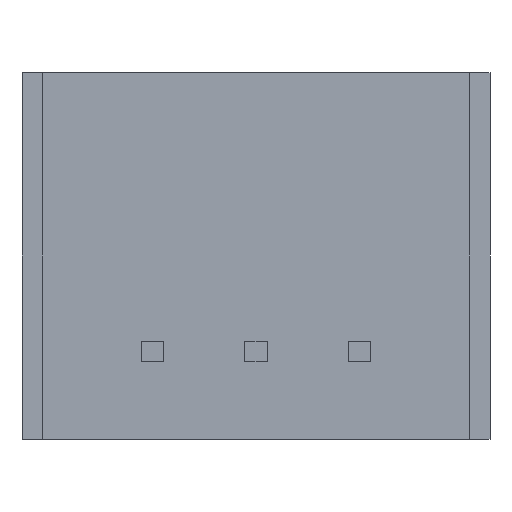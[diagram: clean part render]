
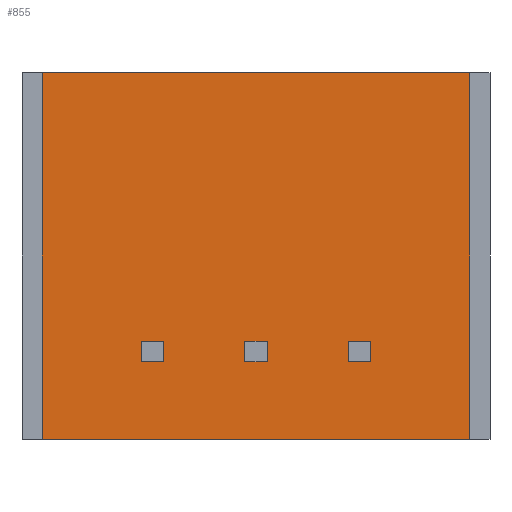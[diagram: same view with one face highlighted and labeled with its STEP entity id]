
A CAD part, front view. The second image highlights one B-rep face of the part: STEP entity #855.
In plain terms, the highlighted planar face has unit normal (0, -1, 0).
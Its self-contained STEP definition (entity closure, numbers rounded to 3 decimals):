
#8 = CARTESIAN_POINT ( 'NONE',  ( 2.815, 0., -0.25 ) ) ;
#10 = ORIENTED_EDGE ( 'NONE', *, *, #531, .T. ) ;
#14 = VERTEX_POINT ( 'NONE', #767 ) ;
#17 = CARTESIAN_POINT ( 'NONE',  ( 5.25, 0., -2.15 ) ) ;
#21 = VECTOR ( 'NONE', #314, 1000. ) ;
#34 = VECTOR ( 'NONE', #1057, 1000. ) ;
#45 = EDGE_CURVE ( 'NONE', #385, #1208, #157, .T. ) ;
#59 = ORIENTED_EDGE ( 'NONE', *, *, #696, .T. ) ;
#62 = CARTESIAN_POINT ( 'NONE',  ( -0.275, 0., -0.25 ) ) ;
#64 = DIRECTION ( 'NONE',  ( 0., 0., -1. ) ) ;
#67 = DIRECTION ( 'NONE',  ( 0., 0., -1. ) ) ;
#70 = ORIENTED_EDGE ( 'NONE', *, *, #683, .F. ) ;
#90 = EDGE_CURVE ( 'NONE', #645, #679, #574, .T. ) ;
#93 = DIRECTION ( 'NONE',  ( -1., 0., 0. ) ) ;
#106 = ORIENTED_EDGE ( 'NONE', *, *, #196, .T. ) ;
#108 = ORIENTED_EDGE ( 'NONE', *, *, #1025, .F. ) ;
#120 = LINE ( 'NONE', #442, #496 ) ;
#136 = VERTEX_POINT ( 'NONE', #302 ) ;
#137 = ORIENTED_EDGE ( 'NONE', *, *, #1134, .T. ) ;
#157 = LINE ( 'NONE', #158, #1190 ) ;
#158 = CARTESIAN_POINT ( 'NONE',  ( -5.25, 0., -2.15 ) ) ;
#185 = ORIENTED_EDGE ( 'NONE', *, *, #45, .F. ) ;
#196 = EDGE_CURVE ( 'NONE', #385, #136, #616, .T. ) ;
#200 = DIRECTION ( 'NONE',  ( 1., 0., 0. ) ) ;
#201 = VERTEX_POINT ( 'NONE', #1133 ) ;
#206 = FACE_BOUND ( 'NONE', #485, .T. ) ;
#207 = CARTESIAN_POINT ( 'NONE',  ( 2.815, 0., 0.25 ) ) ;
#235 = LINE ( 'NONE', #1201, #1008 ) ;
#246 = CARTESIAN_POINT ( 'NONE',  ( 2.815, 0., 0.25 ) ) ;
#249 = DIRECTION ( 'NONE',  ( -1., 0., 0. ) ) ;
#267 = LINE ( 'NONE', #938, #903 ) ;
#292 = VERTEX_POINT ( 'NONE', #710 ) ;
#302 = CARTESIAN_POINT ( 'NONE',  ( 5.25, 0., -2.15 ) ) ;
#314 = DIRECTION ( 'NONE',  ( -1., 0., 0. ) ) ;
#316 = EDGE_CURVE ( 'NONE', #645, #201, #832, .T. ) ;
#346 = LINE ( 'NONE', #246, #837 ) ;
#350 = DIRECTION ( 'NONE',  ( 0., 0., -1. ) ) ;
#357 = CARTESIAN_POINT ( 'NONE',  ( -2.815, 0., -0.25 ) ) ;
#358 = LINE ( 'NONE', #528, #814 ) ;
#385 = VERTEX_POINT ( 'NONE', #467 ) ;
#392 = DIRECTION ( 'NONE',  ( 0., 0., -1. ) ) ;
#419 = EDGE_CURVE ( 'NONE', #1137, #1162, #235, .T. ) ;
#430 = ORIENTED_EDGE ( 'NONE', *, *, #953, .T. ) ;
#442 = CARTESIAN_POINT ( 'NONE',  ( -0.275, 0., 0.25 ) ) ;
#452 = VECTOR ( 'NONE', #702, 1000. ) ;
#453 = ORIENTED_EDGE ( 'NONE', *, *, #905, .F. ) ;
#455 = CARTESIAN_POINT ( 'NONE',  ( 0.275, 0., 0.25 ) ) ;
#467 = CARTESIAN_POINT ( 'NONE',  ( -5.25, 0., -2.15 ) ) ;
#472 = FACE_OUTER_BOUND ( 'NONE', #1081, .T. ) ;
#485 = EDGE_LOOP ( 'NONE', ( #1170, #739, #137, #70 ) ) ;
#496 = VECTOR ( 'NONE', #604, 1000. ) ;
#511 = EDGE_LOOP ( 'NONE', ( #108, #430, #10, #1174 ) ) ;
#513 = CARTESIAN_POINT ( 'NONE',  ( 0.275, 0., -0.25 ) ) ;
#528 = CARTESIAN_POINT ( 'NONE',  ( 0.275, 0., 0.25 ) ) ;
#531 = EDGE_CURVE ( 'NONE', #770, #1153, #589, .T. ) ;
#532 = LINE ( 'NONE', #17, #792 ) ;
#542 = DIRECTION ( 'NONE',  ( 0., 0., 1. ) ) ;
#545 = DIRECTION ( 'NONE',  ( 0., 0., -1. ) ) ;
#552 = CARTESIAN_POINT ( 'NONE',  ( -2.265, 0., 0.25 ) ) ;
#561 = EDGE_CURVE ( 'NONE', #136, #292, #532, .T. ) ;
#568 = CARTESIAN_POINT ( 'NONE',  ( 2.815, 0., -0.25 ) ) ;
#574 = LINE ( 'NONE', #552, #1121 ) ;
#585 = AXIS2_PLACEMENT_3D ( 'NONE', #962, #1150, #602 ) ;
#589 = LINE ( 'NONE', #8, #21 ) ;
#602 = DIRECTION ( 'NONE',  ( 0., 0., -1. ) ) ;
#604 = DIRECTION ( 'NONE',  ( 0., 0., -1. ) ) ;
#610 = VERTEX_POINT ( 'NONE', #207 ) ;
#616 = LINE ( 'NONE', #745, #774 ) ;
#624 = EDGE_CURVE ( 'NONE', #648, #972, #1138, .T. ) ;
#645 = VERTEX_POINT ( 'NONE', #709 ) ;
#648 = VERTEX_POINT ( 'NONE', #513 ) ;
#650 = DIRECTION ( 'NONE',  ( -1., 0., 0. ) ) ;
#673 = ORIENTED_EDGE ( 'NONE', *, *, #825, .F. ) ;
#675 = VECTOR ( 'NONE', #249, 1000. ) ;
#679 = VERTEX_POINT ( 'NONE', #784 ) ;
#683 = EDGE_CURVE ( 'NONE', #201, #906, #1136, .T. ) ;
#696 = EDGE_CURVE ( 'NONE', #1137, #648, #358, .T. ) ;
#702 = DIRECTION ( 'NONE',  ( -1., 0., 0. ) ) ;
#703 = EDGE_LOOP ( 'NONE', ( #1210, #59, #785, #453 ) ) ;
#709 = CARTESIAN_POINT ( 'NONE',  ( -2.265, 0., 0.25 ) ) ;
#710 = CARTESIAN_POINT ( 'NONE',  ( 5.25, 0., 6.85 ) ) ;
#718 = FACE_BOUND ( 'NONE', #511, .T. ) ;
#732 = VECTOR ( 'NONE', #350, 1000. ) ;
#739 = ORIENTED_EDGE ( 'NONE', *, *, #90, .T. ) ;
#745 = CARTESIAN_POINT ( 'NONE',  ( -5.25, 0., -2.15 ) ) ;
#746 = CARTESIAN_POINT ( 'NONE',  ( -5.25, 0., 6.85 ) ) ;
#749 = CARTESIAN_POINT ( 'NONE',  ( -0.275, 0., 0.25 ) ) ;
#759 = DIRECTION ( 'NONE',  ( 1., 0., 0. ) ) ;
#765 = EDGE_CURVE ( 'NONE', #14, #1153, #1160, .T. ) ;
#766 = DIRECTION ( 'NONE',  ( 0., 0., 1. ) ) ;
#767 = CARTESIAN_POINT ( 'NONE',  ( 2.265, 0., 0.25 ) ) ;
#770 = VERTEX_POINT ( 'NONE', #568 ) ;
#774 = VECTOR ( 'NONE', #759, 1000. ) ;
#783 = LINE ( 'NONE', #357, #998 ) ;
#784 = CARTESIAN_POINT ( 'NONE',  ( -2.265, 0., -0.25 ) ) ;
#785 = ORIENTED_EDGE ( 'NONE', *, *, #624, .T. ) ;
#792 = VECTOR ( 'NONE', #766, 1000. ) ;
#795 = CARTESIAN_POINT ( 'NONE',  ( 2.815, 0., 0.25 ) ) ;
#814 = VECTOR ( 'NONE', #64, 1000. ) ;
#825 = EDGE_CURVE ( 'NONE', #1208, #292, #267, .T. ) ;
#832 = LINE ( 'NONE', #1167, #675 ) ;
#837 = VECTOR ( 'NONE', #545, 1000. ) ;
#855 = ADVANCED_FACE ( 'NONE', ( #718, #206, #917, #472 ), #1051, .T. ) ;
#880 = CARTESIAN_POINT ( 'NONE',  ( -0.275, 0., -0.25 ) ) ;
#899 = CARTESIAN_POINT ( 'NONE',  ( -2.815, 0., 0.25 ) ) ;
#903 = VECTOR ( 'NONE', #200, 1000. ) ;
#905 = EDGE_CURVE ( 'NONE', #1162, #972, #120, .T. ) ;
#906 = VERTEX_POINT ( 'NONE', #1161 ) ;
#917 = FACE_BOUND ( 'NONE', #703, .T. ) ;
#918 = VECTOR ( 'NONE', #392, 1000. ) ;
#929 = CARTESIAN_POINT ( 'NONE',  ( 2.265, 0., 0.25 ) ) ;
#938 = CARTESIAN_POINT ( 'NONE',  ( -5.25, 0., 6.85 ) ) ;
#953 = EDGE_CURVE ( 'NONE', #610, #770, #346, .T. ) ;
#962 = CARTESIAN_POINT ( 'NONE',  ( -5.25, 0., -2.15 ) ) ;
#972 = VERTEX_POINT ( 'NONE', #62 ) ;
#977 = LINE ( 'NONE', #795, #34 ) ;
#998 = VECTOR ( 'NONE', #650, 1000. ) ;
#1008 = VECTOR ( 'NONE', #93, 1000. ) ;
#1025 = EDGE_CURVE ( 'NONE', #610, #14, #977, .T. ) ;
#1051 = PLANE ( 'NONE',  #585 ) ;
#1057 = DIRECTION ( 'NONE',  ( -1., 0., 0. ) ) ;
#1081 = EDGE_LOOP ( 'NONE', ( #1186, #673, #185, #106 ) ) ;
#1085 = CARTESIAN_POINT ( 'NONE',  ( 2.265, 0., -0.25 ) ) ;
#1121 = VECTOR ( 'NONE', #67, 1000. ) ;
#1133 = CARTESIAN_POINT ( 'NONE',  ( -2.815, 0., 0.25 ) ) ;
#1134 = EDGE_CURVE ( 'NONE', #679, #906, #783, .T. ) ;
#1136 = LINE ( 'NONE', #899, #732 ) ;
#1137 = VERTEX_POINT ( 'NONE', #455 ) ;
#1138 = LINE ( 'NONE', #880, #452 ) ;
#1150 = DIRECTION ( 'NONE',  ( 0., -1., 0. ) ) ;
#1153 = VERTEX_POINT ( 'NONE', #1085 ) ;
#1160 = LINE ( 'NONE', #929, #918 ) ;
#1161 = CARTESIAN_POINT ( 'NONE',  ( -2.815, 0., -0.25 ) ) ;
#1162 = VERTEX_POINT ( 'NONE', #749 ) ;
#1167 = CARTESIAN_POINT ( 'NONE',  ( -2.815, 0., 0.25 ) ) ;
#1170 = ORIENTED_EDGE ( 'NONE', *, *, #316, .F. ) ;
#1174 = ORIENTED_EDGE ( 'NONE', *, *, #765, .F. ) ;
#1186 = ORIENTED_EDGE ( 'NONE', *, *, #561, .T. ) ;
#1190 = VECTOR ( 'NONE', #542, 1000. ) ;
#1201 = CARTESIAN_POINT ( 'NONE',  ( -0.275, 0., 0.25 ) ) ;
#1208 = VERTEX_POINT ( 'NONE', #746 ) ;
#1210 = ORIENTED_EDGE ( 'NONE', *, *, #419, .F. ) ;
